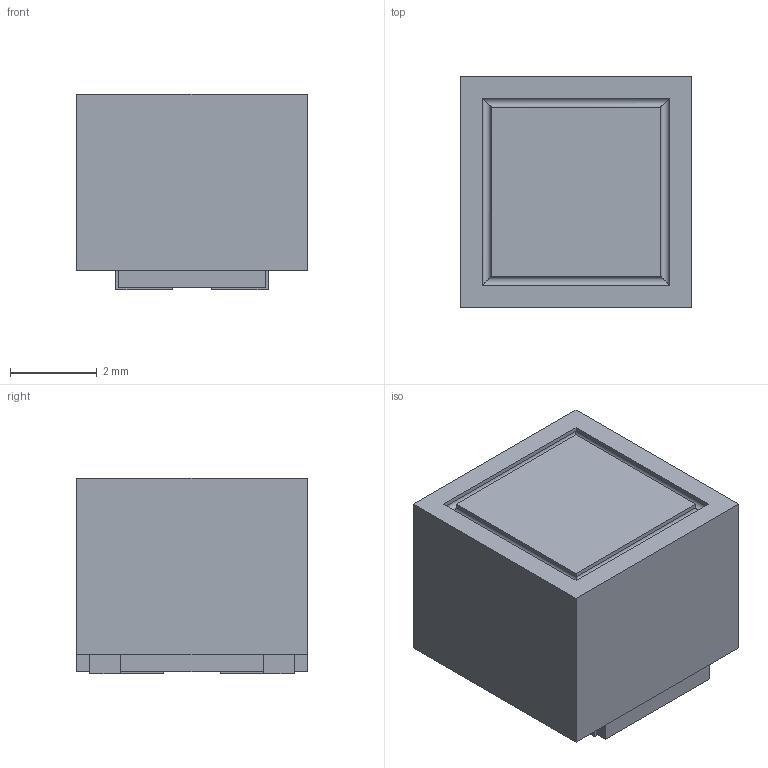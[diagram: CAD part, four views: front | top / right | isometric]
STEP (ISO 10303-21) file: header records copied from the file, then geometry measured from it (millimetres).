
FILE_DESCRIPTION((''),'2;1');
FILE_NAME('IND_MURATA_DLW5BS.stp','2013-12-05T14:04:41',(''),(''),'Mechanical Desktop 2011','Mechanical Desktop 2011',', , ');
FILE_SCHEMA(('AUTOMOTIVE_DESIGN { 1 2 10303 214 1 1 1 1 }'));
Length unit declared in the file: millimetre
Products named in the file (1): Product
Bounding box: 5.3 x 5.3 x 4.5 mm (x, y, z)
Volume: 123.8 mm3; surface area: 216.3 mm2
Topology: 6 solids, 6 shells, 57 faces, 128 edges, 84 vertices
Faces by surface type: plane 47, bspline 6, cylinder 4
Entity records: 1605 total; most frequent: CARTESIAN_POINT 288, ORIENTED_EDGE 256, DIRECTION 240, EDGE_CURVE 128, VECTOR 120, LINE 120, VERTEX_POINT 84, AXIS2_PLACEMENT_3D 60
